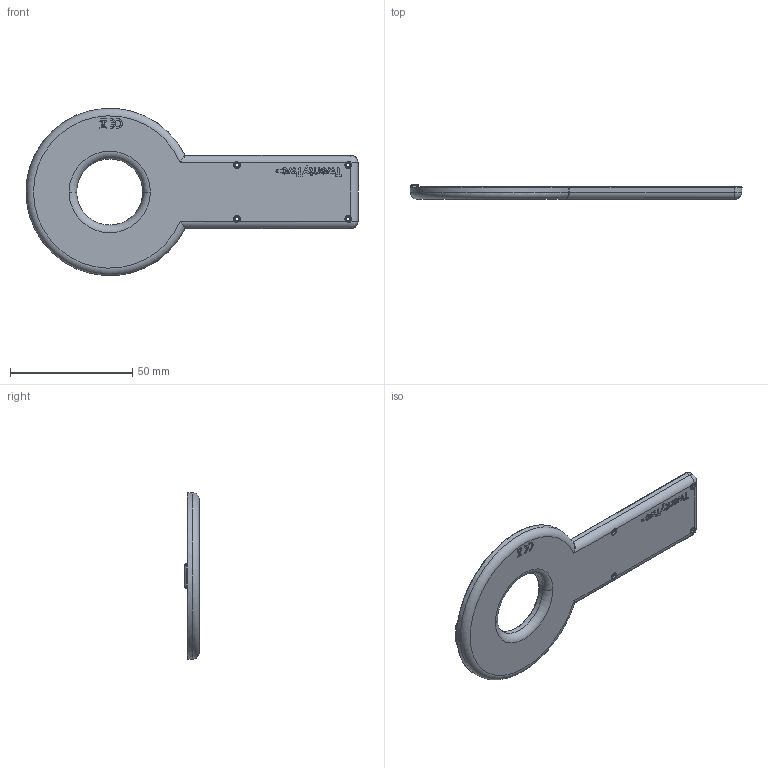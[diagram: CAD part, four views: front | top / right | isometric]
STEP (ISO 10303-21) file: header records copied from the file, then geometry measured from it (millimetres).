
FILE_DESCRIPTION((''),'2;1');
FILE_NAME('PORTAL_LOWER','2024-05-29T22:05:43',('colin'),(''),'CREO PARAMETRIC BY PTC INC, 2022124','CREO PARAMETRIC BY PTC INC, 2022124','');
FILE_SCHEMA(('AUTOMOTIVE_DESIGN { 1 0 10303 214 1 1 1 1 }'));
Length unit declared in the file: millimetre
Products named in the file (1): PORTAL_LOWER
Bounding box: 135.7 x 6 x 68.27 mm (x, y, z)
Volume: 11120.6 mm3; surface area: 13440.8 mm2
Topology: 1 solids, 1 shells, 680 faces, 1895 edges, 1242 vertices
Faces by surface type: plane 281, bspline 266, cone 62, torus 42, cylinder 23, sphere 4, extrusion 2
Entity records: 30446 total; most frequent: CARTESIAN_POINT 15007, ORIENTED_EDGE 3790, DIRECTION 2227, EDGE_CURVE 1895, VERTEX_POINT 1242, VECTOR 877, LINE 875, B_SPLINE_CURVE_WITH_KNOTS 759
